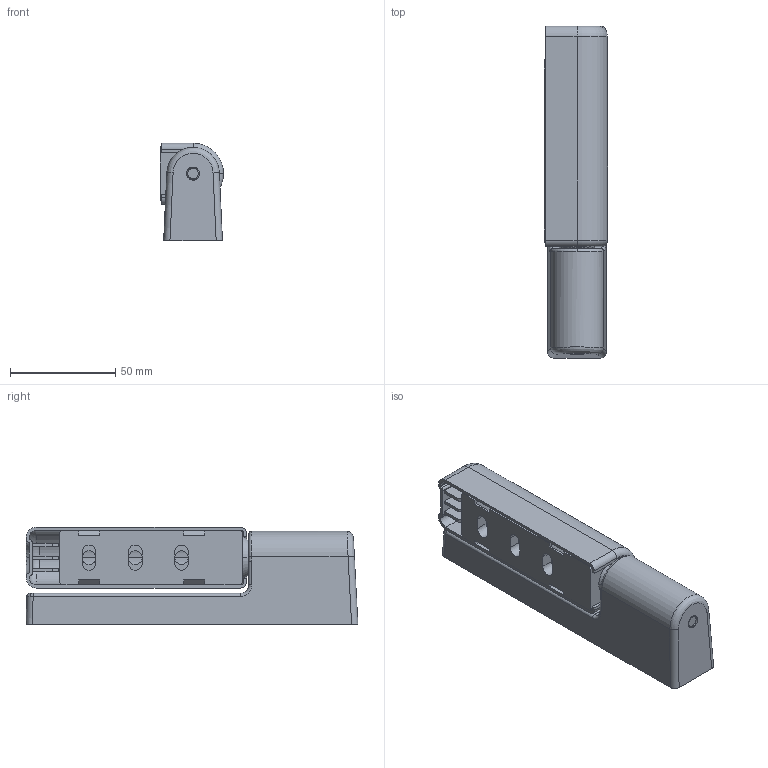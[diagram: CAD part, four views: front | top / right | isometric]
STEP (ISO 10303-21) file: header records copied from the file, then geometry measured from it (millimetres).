
FILE_DESCRIPTION (( 'STEP AP203' ), '1' );
FILE_NAME ('sone3D.STEP', '2016-06-30T08:13:35', ( '' ), ( '' ), 'SwSTEP 2.0', 'SolidWorks 2014', '' );
FILE_SCHEMA (( 'CONFIG_CONTROL_DESIGN' ));
Length unit declared in the file: millimetre
Products named in the file (6): FB-744-1ヒンジA_; FB-744-1僇儉__岞奐梡; FB-744-1ヒンジB_; FB-744-1調整座金_; FB-744-1僇僶乕__岞奐梡; sone3D
Assembly tree (5 placements, depth 2):
  sone3D
    FB-744-1ヒンジA_
    FB-744-1僇儉__岞奐梡
    FB-744-1ヒンジB_
    FB-744-1調整座金_
    FB-744-1僇僶乕__岞奐梡
Bounding box: 30 x 158 x 46.5 mm (x, y, z)
Volume: 132409.3 mm3; surface area: 58438 mm2
Topology: 5 solids, 5 shells, 235 faces, 592 edges, 369 vertices
Faces by surface type: plane 108, cylinder 78, cone 21, bspline 16, torus 12
Entity records: 8275 total; most frequent: CARTESIAN_POINT 2032, DIRECTION 1185, ORIENTED_EDGE 1176, EDGE_CURVE 588, AXIS2_PLACEMENT_3D 424, VERTEX_POINT 369, LINE 337, VECTOR 337
